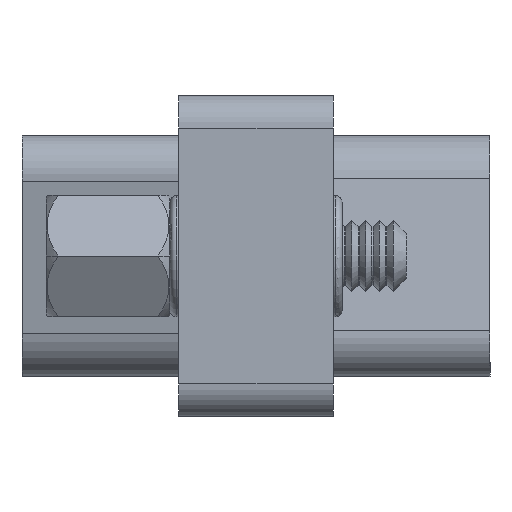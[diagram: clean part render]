
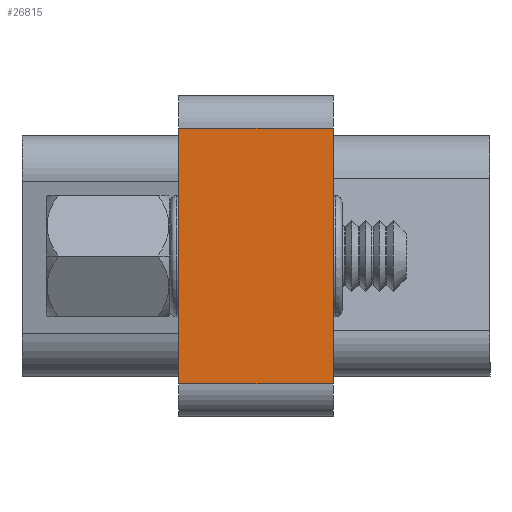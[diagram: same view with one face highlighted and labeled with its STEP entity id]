
A CAD part, left-side view. The second image highlights one B-rep face of the part: STEP entity #26815.
In plain terms, the highlighted planar face has unit normal (-1, 0, 0).
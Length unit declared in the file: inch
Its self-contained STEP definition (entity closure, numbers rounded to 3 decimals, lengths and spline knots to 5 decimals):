
#890 = LINE ( 'NONE', #22075, #15779 ) ;
#2369 = VERTEX_POINT ( 'NONE', #34635 ) ;
#2485 = DIRECTION ( 'NONE',  ( 0., 0., 1. ) ) ;
#2575 = CARTESIAN_POINT ( 'NONE',  ( -0.61024, 0.11811, -0.19606 ) ) ;
#4793 = DIRECTION ( 'NONE',  ( 1., 0., 0. ) ) ;
#6077 = EDGE_CURVE ( 'NONE', #2369, #33015, #43455, .T. ) ;
#6092 = ORIENTED_EDGE ( 'NONE', *, *, #35145, .F. ) ;
#11175 = VECTOR ( 'NONE', #25293, 39.37008 ) ;
#11871 = ORIENTED_EDGE ( 'NONE', *, *, #17406, .T. ) ;
#12752 = EDGE_LOOP ( 'NONE', ( #37072, #39493, #6092, #11871 ) ) ;
#12779 = AXIS2_PLACEMENT_3D ( 'NONE', #26146, #4793, #44847 ) ;
#13835 = CARTESIAN_POINT ( 'NONE',  ( -0.61024, -0.11811, 0.19606 ) ) ;
#14415 = EDGE_CURVE ( 'NONE', #33015, #31483, #890, .T. ) ;
#15779 = VECTOR ( 'NONE', #29129, 39.37008 ) ;
#17406 = EDGE_CURVE ( 'NONE', #38100, #2369, #42246, .T. ) ;
#22075 = CARTESIAN_POINT ( 'NONE',  ( -0.61024, 0.11811, 0.19606 ) ) ;
#22598 = VECTOR ( 'NONE', #2485, 39.37008 ) ;
#25293 = DIRECTION ( 'NONE',  ( 0., 0., 1. ) ) ;
#26146 = CARTESIAN_POINT ( 'NONE',  ( -0.61024, 0.11811, 0.24606 ) ) ;
#26815 = ADVANCED_FACE ( 'NONE', ( #34529 ), #30041, .F. ) ;
#29006 = CARTESIAN_POINT ( 'NONE',  ( -0.61024, -0.11811, 0.24606 ) ) ;
#29129 = DIRECTION ( 'NONE',  ( 0., 1., 0. ) ) ;
#30041 = PLANE ( 'NONE',  #12779 ) ;
#31483 = VERTEX_POINT ( 'NONE', #46971 ) ;
#33015 = VERTEX_POINT ( 'NONE', #13835 ) ;
#34281 = CARTESIAN_POINT ( 'NONE',  ( -0.61024, 0.11811, -0.19606 ) ) ;
#34529 = FACE_OUTER_BOUND ( 'NONE', #12752, .T. ) ;
#34635 = CARTESIAN_POINT ( 'NONE',  ( -0.61024, -0.11811, -0.19606 ) ) ;
#35145 = EDGE_CURVE ( 'NONE', #38100, #31483, #42200, .T. ) ;
#35705 = DIRECTION ( 'NONE',  ( 0., -1., 0. ) ) ;
#37072 = ORIENTED_EDGE ( 'NONE', *, *, #6077, .T. ) ;
#38100 = VERTEX_POINT ( 'NONE', #34281 ) ;
#39493 = ORIENTED_EDGE ( 'NONE', *, *, #14415, .T. ) ;
#42200 = LINE ( 'NONE', #46392, #22598 ) ;
#42246 = LINE ( 'NONE', #2575, #44508 ) ;
#43455 = LINE ( 'NONE', #29006, #11175 ) ;
#44508 = VECTOR ( 'NONE', #35705, 39.37008 ) ;
#44847 = DIRECTION ( 'NONE',  ( 0., 0., -1. ) ) ;
#46392 = CARTESIAN_POINT ( 'NONE',  ( -0.61024, 0.11811, 0.24606 ) ) ;
#46971 = CARTESIAN_POINT ( 'NONE',  ( -0.61024, 0.11811, 0.19606 ) ) ;
